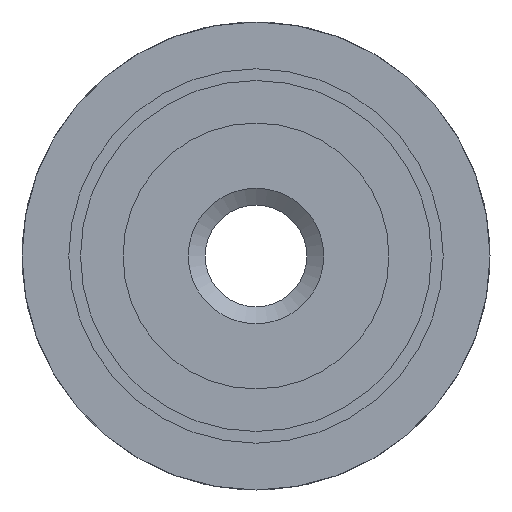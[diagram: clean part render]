
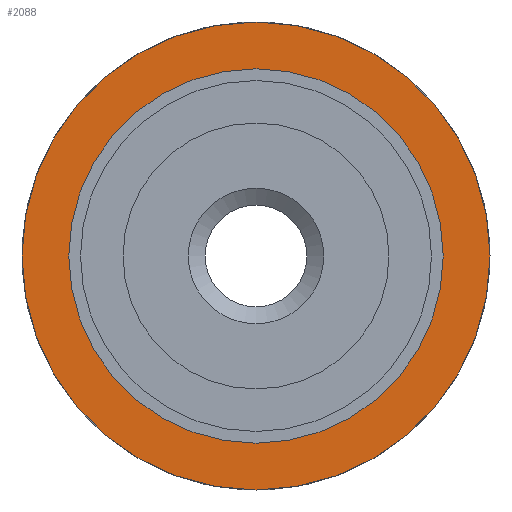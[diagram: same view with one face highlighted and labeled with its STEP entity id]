
A CAD part, left-side view. The second image highlights one B-rep face of the part: STEP entity #2088.
In plain terms, the highlighted planar face has unit normal (-1, 0, 0).
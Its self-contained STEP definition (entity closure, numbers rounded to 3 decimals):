
#75=FACE_BOUND('',#438,.T.);
#113=CIRCLE('',#2173,66.);
#162=CIRCLE('',#2286,52.8);
#305=FACE_OUTER_BOUND('',#437,.T.);
#437=EDGE_LOOP('',(#1893));
#438=EDGE_LOOP('',(#1894));
#895=VERTEX_POINT('',#3141);
#1010=VERTEX_POINT('',#3546);
#1137=EDGE_CURVE('',#895,#895,#113,.T.);
#1307=EDGE_CURVE('',#1010,#1010,#162,.T.);
#1893=ORIENTED_EDGE('',*,*,#1137,.F.);
#1894=ORIENTED_EDGE('',*,*,#1307,.T.);
#1976=PLANE('',#2287);
#2088=ADVANCED_FACE('',(#305,#75),#1976,.T.);
#2173=AXIS2_PLACEMENT_3D('',#3142,#2539,#2540);
#2286=AXIS2_PLACEMENT_3D('',#3547,#2858,#2859);
#2287=AXIS2_PLACEMENT_3D('',#3548,#2860,#2861);
#2539=DIRECTION('center_axis',(1.,0.,0.));
#2540=DIRECTION('ref_axis',(0.,0.,-1.));
#2858=DIRECTION('center_axis',(1.,0.,0.));
#2859=DIRECTION('ref_axis',(0.,0.,-1.));
#2860=DIRECTION('center_axis',(-1.,0.,0.));
#2861=DIRECTION('ref_axis',(0.,0.,1.));
#3141=CARTESIAN_POINT('',(0.,66.,0.));
#3142=CARTESIAN_POINT('Origin',(0.,0.,0.));
#3546=CARTESIAN_POINT('',(0.,52.8,0.));
#3547=CARTESIAN_POINT('Origin',(0.,0.,0.));
#3548=CARTESIAN_POINT('Origin',(0.,66.,0.));
